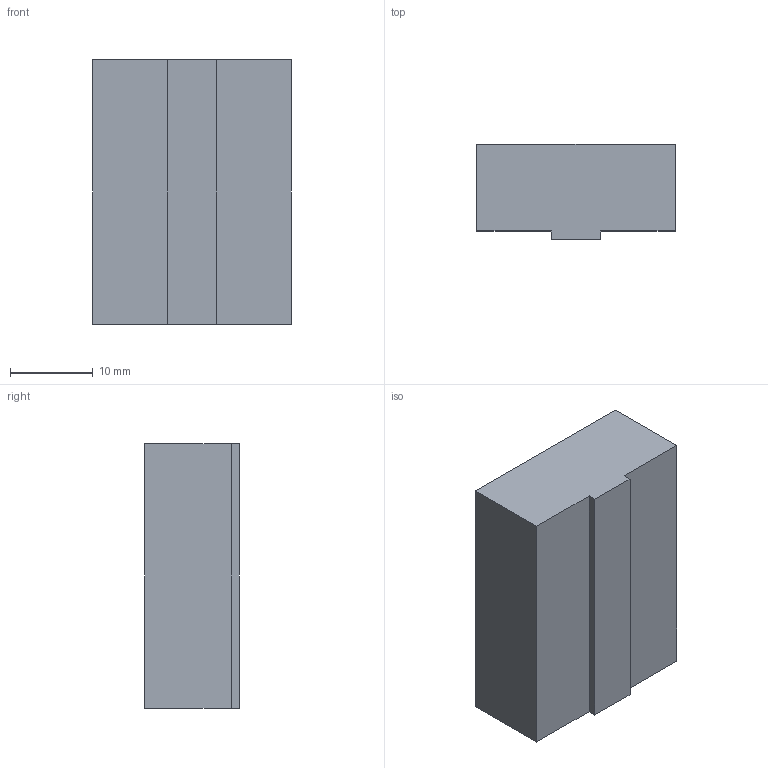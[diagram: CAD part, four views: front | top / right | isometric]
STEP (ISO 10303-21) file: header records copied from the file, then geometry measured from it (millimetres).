
FILE_DESCRIPTION(/* description */ (''),/* implementation_level */ '2;1');
FILE_NAME(/* name */ 'E_3_01_12_19_00_WKZ-0138.stp',/* time_stamp */ '2025-11-24T11:53:48+01:00',/* author */ ('d.fischer'),/* organization */ (''),/* preprocessor_version */ 'ST-DEVELOPER v20',/* originating_system */ 'Autodesk Inventor 2025',/* authorisation */ '0 mm^3');
FILE_SCHEMA (('AUTOMOTIVE_DESIGN { 1 0 10303 214 3 1 1 }'));
Length unit declared in the file: millimetre
Products named in the file (3): WKZ-0138; WKZ-0138_1; E_3_12_138_00_WKZ-0138-02
Assembly tree (3 placements, depth 2):
  WKZ-0138
    WKZ-0138_1
    E_3_12_138_00_WKZ-0138-02  x2
Bounding box: 24 x 11.5 x 32 mm (x, y, z)
Volume: 8154.3 mm3; surface area: 3412.5 mm2
Topology: 3 solids, 3 shells, 26 faces, 52 edges, 34 vertices
Faces by surface type: plane 16, cylinder 6, cone 4
Full cylindrical faces by diameter (mm): 3.242 x2, 5.8 x4
Entity records: 664 total; most frequent: DIRECTION 104, CARTESIAN_POINT 94, ORIENTED_EDGE 82, EDGE_CURVE 41, AXIS2_PLACEMENT_3D 37, LINE 30, VECTOR 30, VERTEX_POINT 27
